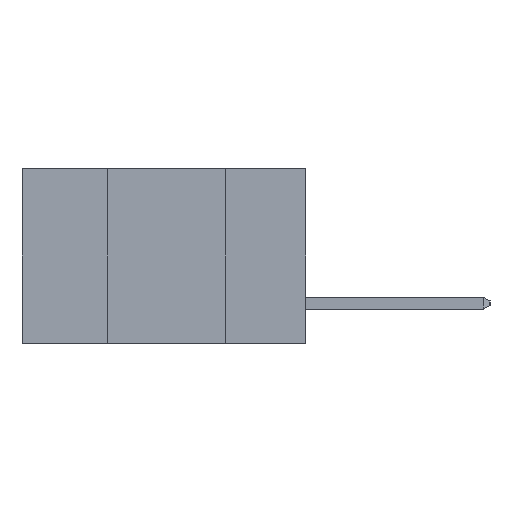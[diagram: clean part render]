
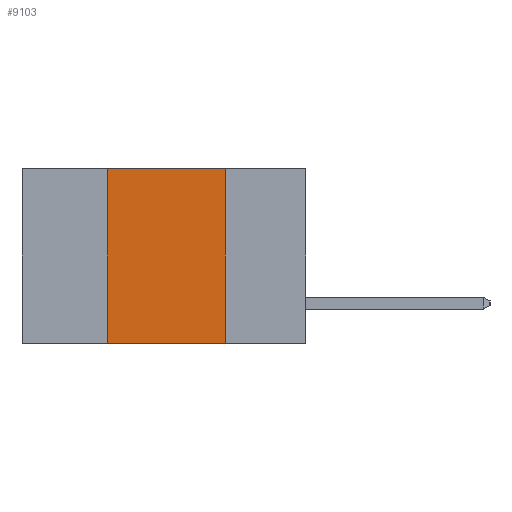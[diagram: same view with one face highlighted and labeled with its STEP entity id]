
A CAD part, left-side view. The second image highlights one B-rep face of the part: STEP entity #9103.
In plain terms, the highlighted planar face has unit normal (-1, 0, 0).
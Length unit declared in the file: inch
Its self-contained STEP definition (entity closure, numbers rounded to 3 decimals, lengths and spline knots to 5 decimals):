
#136 = CARTESIAN_POINT ( 'NONE',  ( 0., 0.6, 0. ) ) ;
#755 = VERTEX_POINT ( 'NONE', #8031 ) ;
#993 = ORIENTED_EDGE ( 'NONE', *, *, #13947, .F. ) ;
#1555 = DIRECTION ( 'NONE',  ( 1., 0., 0. ) ) ;
#2374 = VECTOR ( 'NONE', #15606, 39.37008 ) ;
#2743 = EDGE_CURVE ( 'NONE', #2744, #15962, #6125, .T. ) ;
#2744 = VERTEX_POINT ( 'NONE', #9437 ) ;
#2926 = DIRECTION ( 'NONE',  ( 0., 0., 1. ) ) ;
#3149 = CARTESIAN_POINT ( 'NONE',  ( 0., 0.17, -0.37 ) ) ;
#3246 = DIRECTION ( 'NONE',  ( 0., -1., 0. ) ) ;
#4902 = LINE ( 'NONE', #7585, #11973 ) ;
#4990 = FACE_OUTER_BOUND ( 'NONE', #6722, .T. ) ;
#5305 = EDGE_CURVE ( 'NONE', #755, #2744, #4902, .T. ) ;
#6125 = LINE ( 'NONE', #15980, #16255 ) ;
#6368 = CARTESIAN_POINT ( 'NONE',  ( 0., 0.17, 0. ) ) ;
#6722 = EDGE_LOOP ( 'NONE', ( #993, #13072, #7096, #6881 ) ) ;
#6881 = ORIENTED_EDGE ( 'NONE', *, *, #7965, .T. ) ;
#7096 = ORIENTED_EDGE ( 'NONE', *, *, #5305, .F. ) ;
#7585 = CARTESIAN_POINT ( 'NONE',  ( 0., 0.42, 0. ) ) ;
#7965 = EDGE_CURVE ( 'NONE', #755, #13037, #16643, .T. ) ;
#8031 = CARTESIAN_POINT ( 'NONE',  ( 0., 0.42, -0.37 ) ) ;
#8192 = PLANE ( 'NONE',  #9421 ) ;
#9103 = ADVANCED_FACE ( 'NONE', ( #4990 ), #8192, .F. ) ;
#9421 = AXIS2_PLACEMENT_3D ( 'NONE', #136, #1555, #10862 ) ;
#9437 = CARTESIAN_POINT ( 'NONE',  ( 0., 0.42, 0. ) ) ;
#10449 = VECTOR ( 'NONE', #3246, 39.37008 ) ;
#10862 = DIRECTION ( 'NONE',  ( 0., 0., -1. ) ) ;
#11192 = CARTESIAN_POINT ( 'NONE',  ( 0., 0.6, -0.37 ) ) ;
#11973 = VECTOR ( 'NONE', #2926, 39.37008 ) ;
#13037 = VERTEX_POINT ( 'NONE', #3149 ) ;
#13072 = ORIENTED_EDGE ( 'NONE', *, *, #2743, .F. ) ;
#13947 = EDGE_CURVE ( 'NONE', #15962, #13037, #16066, .T. ) ;
#14021 = DIRECTION ( 'NONE',  ( 0., -1., 0. ) ) ;
#15606 = DIRECTION ( 'NONE',  ( 0., 0., -1. ) ) ;
#15962 = VERTEX_POINT ( 'NONE', #16870 ) ;
#15980 = CARTESIAN_POINT ( 'NONE',  ( 0., 0.6, 0. ) ) ;
#16066 = LINE ( 'NONE', #6368, #2374 ) ;
#16255 = VECTOR ( 'NONE', #14021, 39.37008 ) ;
#16643 = LINE ( 'NONE', #11192, #10449 ) ;
#16870 = CARTESIAN_POINT ( 'NONE',  ( 0., 0.17, 0. ) ) ;
